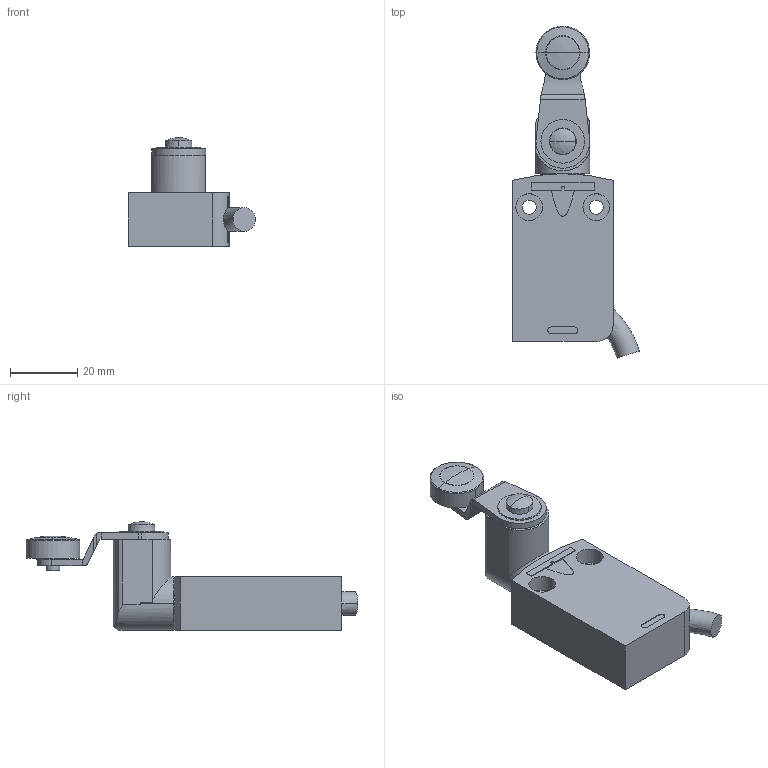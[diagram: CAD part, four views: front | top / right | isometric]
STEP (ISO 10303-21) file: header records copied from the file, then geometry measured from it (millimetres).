
FILE_DESCRIPTION(('STEP AP242'),'1');
FILE_NAME('switch_xcmd2115l1.stp','2019-07-16T12:30:51',('TraceParts'),('TraceParts S.A.'),'Spatial InterOp 3D',' ',' ');
FILE_SCHEMA(('AP242_MANAGED_MODEL_BASED_3D_ENGINEERING_MIM_LF {1 0 10303 442 1 1 4}'));
Length unit declared in the file: millimetre
Products named in the file (1): switch_xcmd2115l1_1
Bounding box: 37.88 x 98.94 x 32.4 mm (x, y, z)
Volume: 31824.7 mm3; surface area: 10627.8 mm2
Topology: 3 solids, 3 shells, 137 faces, 352 edges, 234 vertices
Faces by surface type: plane 74, cylinder 51, sphere 6, torus 4, cone 2
Entity records: 4530 total; most frequent: CARTESIAN_POINT 1107, DIRECTION 715, ORIENTED_EDGE 698, EDGE_CURVE 349, AXIS2_PLACEMENT_3D 256, VERTEX_POINT 234, LINE 203, VECTOR 203
